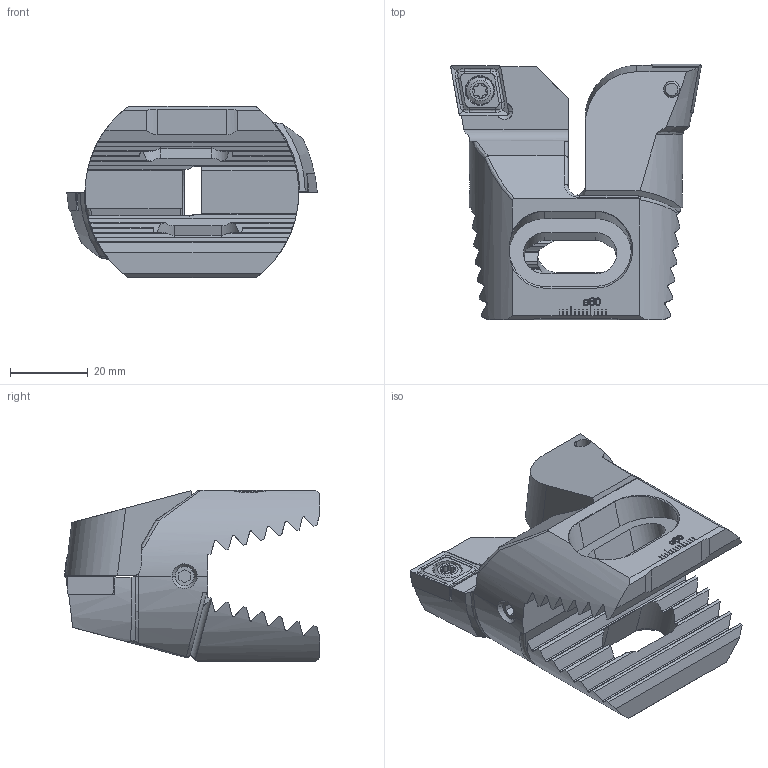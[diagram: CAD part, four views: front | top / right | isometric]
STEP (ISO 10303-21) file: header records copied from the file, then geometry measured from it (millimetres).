
FILE_DESCRIPTION (( 'STEP AP203' ), '1' );
FILE_NAME ('D37.050.067.012.STEP', '2018-03-05T15:39:54', ( 'SWIAdmin' ), ( 'Hewlett-Packard Company' ), 'SwSTEP 2.0', 'SolidWorks 2017', '' );
FILE_SCHEMA (( 'CONFIG_CONTROL_DESIGN' ));
Length unit declared in the file: millimetre
Products named in the file (7): WCC-ER2.001.010_A; D37.050.067.012; CCMT120404; Z55-WCC.004.037_einzeln; Z55-xxx.001.037_C_versetzt; Z55-ER3.001.020; Z55-WCC.001.037_A
Assembly tree (9 placements, depth 3):
  D37.050.067.012
    Z55-WCC.004.037_einzeln
      Z55-xxx.001.037_C_versetzt
      WCC-ER2.001.010_A
      CCMT120404
    CCMT120404
    WCC-ER2.001.010_A
    Z55-ER3.001.020  x2
    Z55-WCC.001.037_A
Bounding box: 64.5 x 65.8 x 44.1 mm (x, y, z)
Volume: 61717 mm3; surface area: 22861.1 mm2
Topology: 8 solids, 8 shells, 560 faces, 1476 edges, 919 vertices
Faces by surface type: plane 250, cylinder 137, cone 74, bspline 73, torus 20, sphere 6
Entity records: 17973 total; most frequent: CARTESIAN_POINT 6688, ORIENTED_EDGE 2430, DIRECTION 1871, EDGE_CURVE 1215, VERTEX_POINT 776, LINE 627, VECTOR 627, AXIS2_PLACEMENT_3D 622
